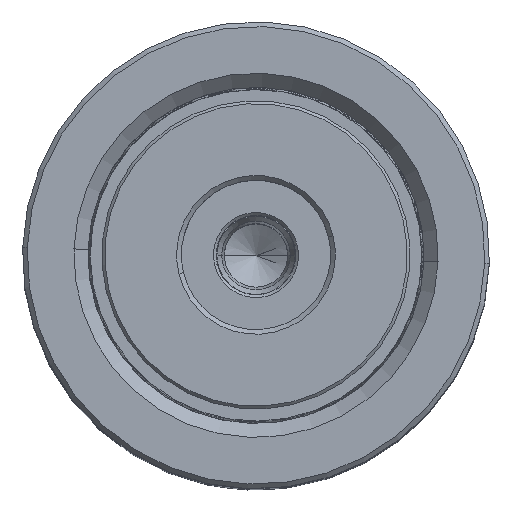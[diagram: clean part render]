
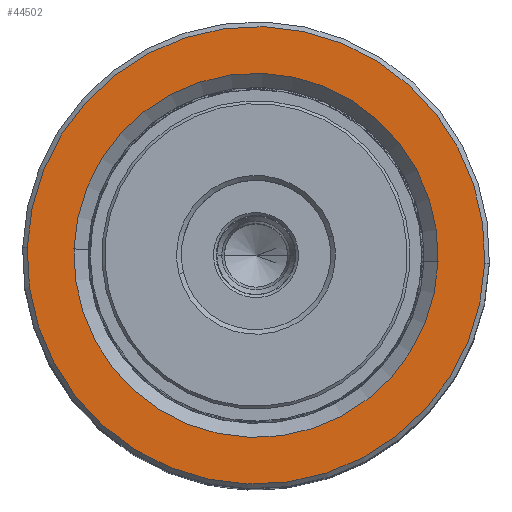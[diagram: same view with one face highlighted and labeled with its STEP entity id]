
A CAD part, top view. The second image highlights one B-rep face of the part: STEP entity #44502.
In plain terms, the highlighted planar face has unit normal (0, 0, 1).
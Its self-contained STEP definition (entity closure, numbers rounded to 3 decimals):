
#100 = EDGE_LOOP ( 'NONE', ( #30350, #41021 ) ) ;
#2020 = EDGE_CURVE ( 'NONE', #28004, #33950, #21168, .T. ) ;
#2195 = CIRCLE ( 'NONE', #42992, 19.5 ) ;
#2512 = DIRECTION ( 'NONE',  ( 0., 0., 1. ) ) ;
#2871 = FACE_OUTER_BOUND ( 'NONE', #100, .T. ) ;
#3143 = CARTESIAN_POINT ( 'NONE',  ( 0., 0., 80. ) ) ;
#3288 = DIRECTION ( 'NONE',  ( 1., 0., 0. ) ) ;
#4683 = AXIS2_PLACEMENT_3D ( 'NONE', #44406, #2512, #35191 ) ;
#5553 = AXIS2_PLACEMENT_3D ( 'NONE', #25407, #13422, #30028 ) ;
#10406 = CARTESIAN_POINT ( 'NONE',  ( 24.5, 0., 80. ) ) ;
#13422 = DIRECTION ( 'NONE',  ( 0., 0., 1. ) ) ;
#13543 = DIRECTION ( 'NONE',  ( 1., 0., 0. ) ) ;
#14228 = EDGE_CURVE ( 'NONE', #23514, #14395, #20816, .T. ) ;
#14395 = VERTEX_POINT ( 'NONE', #43214 ) ;
#15392 = CARTESIAN_POINT ( 'NONE',  ( -24.5, 0., 80. ) ) ;
#16996 = AXIS2_PLACEMENT_3D ( 'NONE', #3143, #40672, #20260 ) ;
#19472 = FACE_BOUND ( 'NONE', #36280, .T. ) ;
#20260 = DIRECTION ( 'NONE',  ( 1., 0., 0. ) ) ;
#20816 = CIRCLE ( 'NONE', #33003, 19.5 ) ;
#21168 = CIRCLE ( 'NONE', #5553, 24.5 ) ;
#21330 = CARTESIAN_POINT ( 'NONE',  ( -19.5, 0., 80. ) ) ;
#22084 = ORIENTED_EDGE ( 'NONE', *, *, #14228, .T. ) ;
#22775 = CARTESIAN_POINT ( 'NONE',  ( 0., 0., 80. ) ) ;
#23514 = VERTEX_POINT ( 'NONE', #21330 ) ;
#23996 = DIRECTION ( 'NONE',  ( 0., 0., -1. ) ) ;
#25407 = CARTESIAN_POINT ( 'NONE',  ( 0., 0., 80. ) ) ;
#28004 = VERTEX_POINT ( 'NONE', #15392 ) ;
#30028 = DIRECTION ( 'NONE',  ( 1., 0., 0. ) ) ;
#30350 = ORIENTED_EDGE ( 'NONE', *, *, #2020, .T. ) ;
#32155 = CARTESIAN_POINT ( 'NONE',  ( 0., 0., 80. ) ) ;
#33003 = AXIS2_PLACEMENT_3D ( 'NONE', #32155, #23996, #3288 ) ;
#33362 = EDGE_CURVE ( 'NONE', #14395, #23514, #2195, .T. ) ;
#33950 = VERTEX_POINT ( 'NONE', #10406 ) ;
#35191 = DIRECTION ( 'NONE',  ( 1., 0., 0. ) ) ;
#36090 = PLANE ( 'NONE',  #16996 ) ;
#36157 = ORIENTED_EDGE ( 'NONE', *, *, #33362, .T. ) ;
#36280 = EDGE_LOOP ( 'NONE', ( #36157, #22084 ) ) ;
#38564 = CIRCLE ( 'NONE', #4683, 24.5 ) ;
#39696 = EDGE_CURVE ( 'NONE', #33950, #28004, #38564, .T. ) ;
#40672 = DIRECTION ( 'NONE',  ( 0., 0., 1. ) ) ;
#41021 = ORIENTED_EDGE ( 'NONE', *, *, #39696, .T. ) ;
#42992 = AXIS2_PLACEMENT_3D ( 'NONE', #22775, #50799, #13543 ) ;
#43214 = CARTESIAN_POINT ( 'NONE',  ( 19.5, 0., 80. ) ) ;
#44406 = CARTESIAN_POINT ( 'NONE',  ( 0., 0., 80. ) ) ;
#44502 = ADVANCED_FACE ( 'NONE', ( #2871, #19472 ), #36090, .T. ) ;
#50799 = DIRECTION ( 'NONE',  ( 0., 0., -1. ) ) ;
